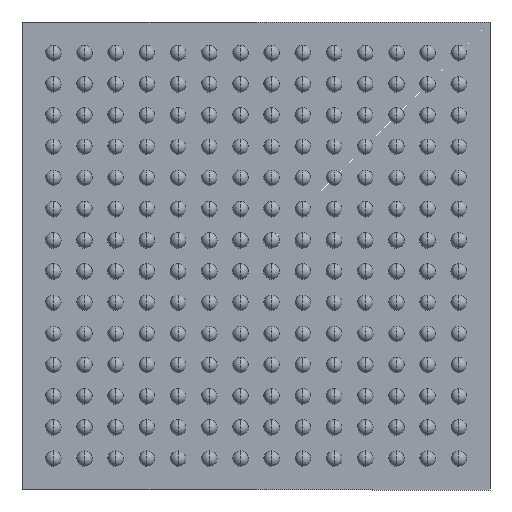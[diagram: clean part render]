
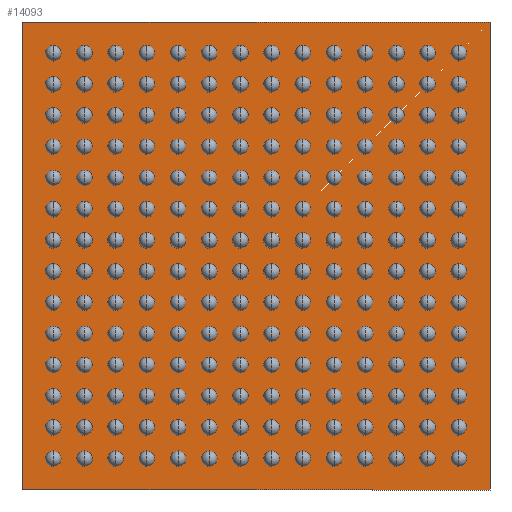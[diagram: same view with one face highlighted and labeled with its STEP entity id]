
A CAD part, front view. The second image highlights one B-rep face of the part: STEP entity #14093.
In plain terms, the highlighted planar face has unit normal (0, -1, 0).
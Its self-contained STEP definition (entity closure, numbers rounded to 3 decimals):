
#162 = VERTEX_POINT ( 'NONE', #5402 ) ;
#719 = LINE ( 'NONE', #7917, #12992 ) ;
#1521 = EDGE_LOOP ( 'NONE', ( #12922, #12383, #1991, #9965 ) ) ;
#1627 = CARTESIAN_POINT ( 'NONE',  ( 0., 0., 0. ) ) ;
#1991 = ORIENTED_EDGE ( 'NONE', *, *, #11998, .F. ) ;
#2836 = DIRECTION ( 'NONE',  ( 0., 0., -1. ) ) ;
#3039 = PLANE ( 'NONE',  #12555 ) ;
#3259 = CARTESIAN_POINT ( 'NONE',  ( -6., 0., 6. ) ) ;
#3439 = VECTOR ( 'NONE', #7066, 1000. ) ;
#4123 = EDGE_CURVE ( 'NONE', #11269, #9456, #14572, .T. ) ;
#4357 = LINE ( 'NONE', #3259, #12909 ) ;
#4530 = CARTESIAN_POINT ( 'NONE',  ( 6., 0., 6. ) ) ;
#4675 = VECTOR ( 'NONE', #16207, 1000. ) ;
#5402 = CARTESIAN_POINT ( 'NONE',  ( 6., 0., -6. ) ) ;
#5403 = EDGE_CURVE ( 'NONE', #162, #15621, #6856, .T. ) ;
#6856 = LINE ( 'NONE', #12362, #4675 ) ;
#7059 = DIRECTION ( 'NONE',  ( 0., 0., 1. ) ) ;
#7066 = DIRECTION ( 'NONE',  ( 1., 0., 0. ) ) ;
#7917 = CARTESIAN_POINT ( 'NONE',  ( 6., 0., 6. ) ) ;
#8423 = CARTESIAN_POINT ( 'NONE',  ( -6., 0., -6. ) ) ;
#8720 = CARTESIAN_POINT ( 'NONE',  ( -6., 0., 6. ) ) ;
#9456 = VERTEX_POINT ( 'NONE', #9654 ) ;
#9654 = CARTESIAN_POINT ( 'NONE',  ( 6., 0., 6. ) ) ;
#9965 = ORIENTED_EDGE ( 'NONE', *, *, #4123, .F. ) ;
#10428 = DIRECTION ( 'NONE',  ( 0., 1., 0. ) ) ;
#11269 = VERTEX_POINT ( 'NONE', #8720 ) ;
#11998 = EDGE_CURVE ( 'NONE', #9456, #162, #719, .T. ) ;
#12134 = DIRECTION ( 'NONE',  ( 0., 0., 1. ) ) ;
#12271 = FACE_OUTER_BOUND ( 'NONE', #1521, .T. ) ;
#12362 = CARTESIAN_POINT ( 'NONE',  ( 6., 0., -6. ) ) ;
#12383 = ORIENTED_EDGE ( 'NONE', *, *, #5403, .F. ) ;
#12555 = AXIS2_PLACEMENT_3D ( 'NONE', #1627, #10428, #7059 ) ;
#12909 = VECTOR ( 'NONE', #12134, 1000. ) ;
#12922 = ORIENTED_EDGE ( 'NONE', *, *, #13597, .F. ) ;
#12992 = VECTOR ( 'NONE', #2836, 1000. ) ;
#13597 = EDGE_CURVE ( 'NONE', #15621, #11269, #4357, .T. ) ;
#14093 = ADVANCED_FACE ( 'NONE', ( #12271 ), #3039, .F. ) ;
#14572 = LINE ( 'NONE', #4530, #3439 ) ;
#15621 = VERTEX_POINT ( 'NONE', #8423 ) ;
#16207 = DIRECTION ( 'NONE',  ( -1., 0., 0. ) ) ;
